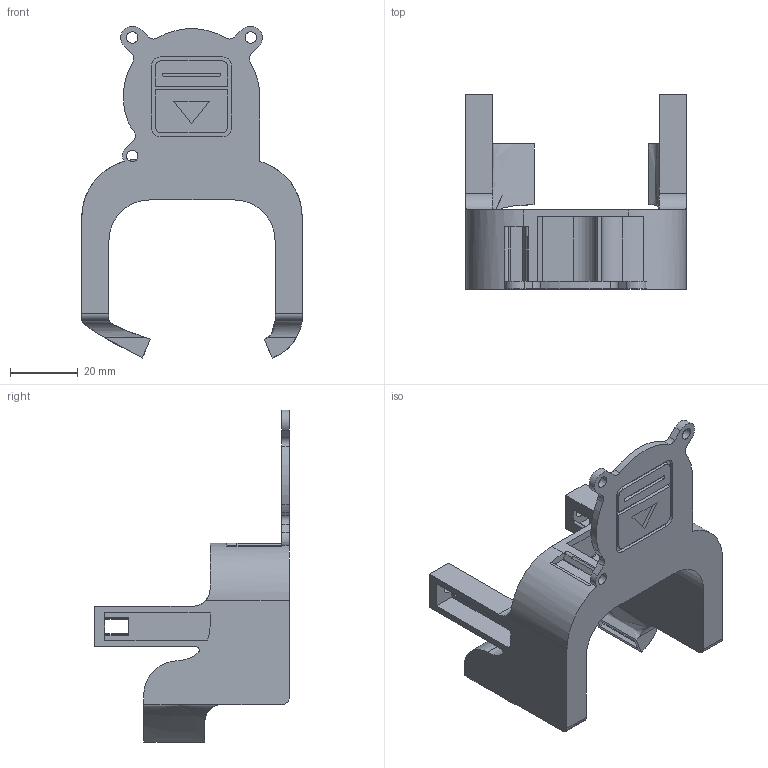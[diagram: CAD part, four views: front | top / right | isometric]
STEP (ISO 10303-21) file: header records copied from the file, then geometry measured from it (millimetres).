
FILE_DESCRIPTION(/* description */ (''),/* implementation_level */ '2;1');
FILE_NAME(/* name */ 'mosquito.step',/* time_stamp */ '2020-03-24T13:03:26+08:00',/* author */ (''),/* organization */ (''),/* preprocessor_version */ 'ST-DEVELOPER v18',/* originating_system */ 'Autodesk Translation Framework v8.12.0.6',/* authorisation */ '');
FILE_SCHEMA (('AUTOMOTIVE_DESIGN { 1 0 10303 214 3 1 1 }'));
Length unit declared in the file: millimetre
Products named in the file (2): SK-Go fan duct v2; fan duct
Assembly tree (1 placements, depth 2):
  SK-Go fan duct v2
    fan duct
Bounding box: 65 x 57.45 x 97.98 mm (x, y, z)
Volume: 21099 mm3; surface area: 26760.5 mm2
Topology: 1 solids, 1 shells, 184 faces, 541 edges, 360 vertices
Faces by surface type: plane 103, cylinder 73, bspline 8
Full cylindrical faces by diameter (mm): 3.4 x3
Entity records: 6569 total; most frequent: CARTESIAN_POINT 1520, ORIENTED_EDGE 1082, DIRECTION 1013, EDGE_CURVE 541, VERTEX_POINT 360, LINE 357, VECTOR 357, AXIS2_PLACEMENT_3D 328
